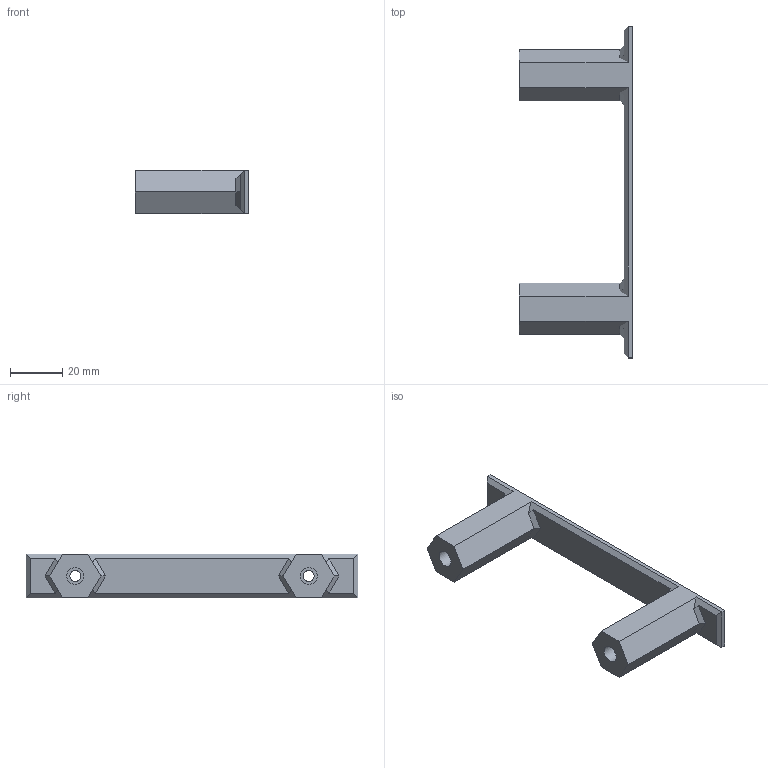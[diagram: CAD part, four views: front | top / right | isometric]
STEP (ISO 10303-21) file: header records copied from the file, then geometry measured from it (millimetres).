
FILE_DESCRIPTION(/* description */ (''),/* implementation_level */ '2;1');
FILE_NAME(/* name */ 'feet.step',/* time_stamp */ '2025-06-19T10:00:38-04:00',/* author */ (''),/* organization */ (''),/* preprocessor_version */ 'ST-DEVELOPER v20.1',/* originating_system */ 'Autodesk Translation Framework v14.10.0.0',/* authorisation */ '');
FILE_SCHEMA (('AUTOMOTIVE_DESIGN { 1 0 10303 214 3 1 1 }'));
Length unit declared in the file: millimetre
Products named in the file (1): Feet
Bounding box: 43.2 x 126.8 x 16.8 mm (x, y, z)
Volume: 23392.4 mm3; surface area: 11223.2 mm2
Topology: 1 solids, 1 shells, 40 faces, 100 edges, 64 vertices
Faces by surface type: plane 36, cylinder 4
Full cylindrical faces by diameter (mm): 4.2 x2, 6.5 x2
Entity records: 1216 total; most frequent: CARTESIAN_POINT 205, ORIENTED_EDGE 200, DIRECTION 190, EDGE_CURVE 100, LINE 92, VECTOR 92, VERTEX_POINT 64, AXIS2_PLACEMENT_3D 49
